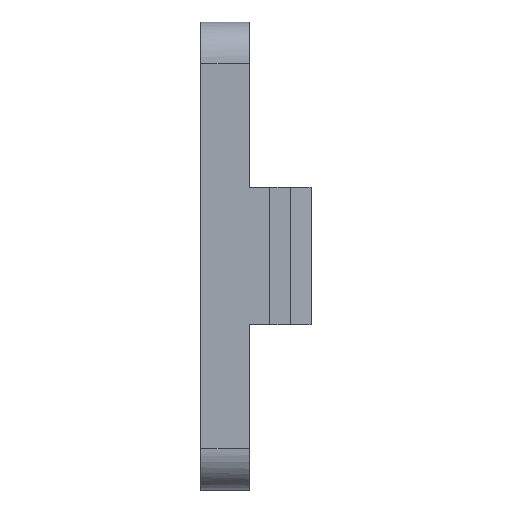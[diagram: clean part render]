
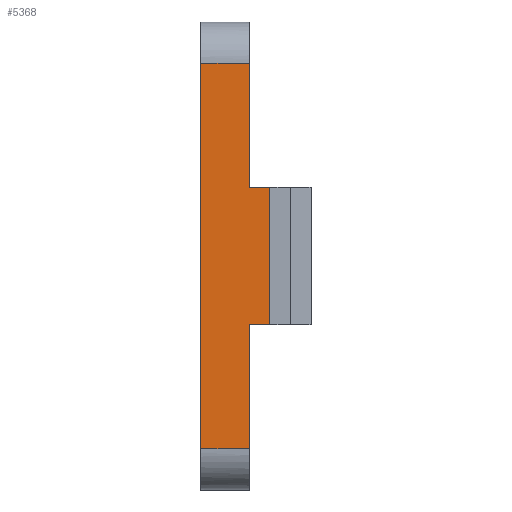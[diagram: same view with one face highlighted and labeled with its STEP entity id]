
A CAD part, left-side view. The second image highlights one B-rep face of the part: STEP entity #5368.
In plain terms, the highlighted free-form (B-spline) face has degree [1, 1] with [2, 2] control points.
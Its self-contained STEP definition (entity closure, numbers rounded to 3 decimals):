
#4774=CARTESIAN_POINT('V303',(-35.0,0.,-14.0));
#4775=VERTEX_POINT('V303',#4774);
#4796=CARTESIAN_POINT('V304',(-35.0,-3.5,-14.0));
#4797=VERTEX_POINT('V304',#4796);
#4811=CARTESIAN_POINT('E501',(-35.0,0.,-14.0));
#4812=CARTESIAN_POINT('E501',(-35.0,-3.5,-14.0));
#4813=B_SPLINE_CURVE_WITH_KNOTS('E501',1,(#4811,#4812),
   .POLYLINE_FORM.,.F.,.U.,(2,2),(2.0,3.0),.UNSPECIFIED.);
#4814=EDGE_CURVE('E501',#4775,#4797,#4813,.T.);
#4835=CARTESIAN_POINT('V299',(-35.0,-3.5,14.0));
#4836=VERTEX_POINT('V299',#4835);
#4857=CARTESIAN_POINT('V300',(-35.0,0.,14.0));
#4858=VERTEX_POINT('V300',#4857);
#4872=CARTESIAN_POINT('E491',(-35.0,-3.5,14.0));
#4873=CARTESIAN_POINT('E491',(-35.0,0.,14.0));
#4874=B_SPLINE_CURVE_WITH_KNOTS('E491',1,(#4872,#4873),
   .POLYLINE_FORM.,.F.,.U.,(2,2),(2.0,3.0),.UNSPECIFIED.);
#4875=EDGE_CURVE('E491',#4836,#4858,#4874,.T.);
#5250=CARTESIAN_POINT('V285',(-35.0,-3.5,5.0));
#5251=VERTEX_POINT('V285',#5250);
#5252=CARTESIAN_POINT('E457',(-35.0,-3.5,14.0));
#5253=CARTESIAN_POINT('E457',(-35.0,-3.5,5.0));
#5254=B_SPLINE_CURVE_WITH_KNOTS('E457',1,(#5252,#5253),
   .POLYLINE_FORM.,.F.,.U.,(2,2),(0.088,
   0.353),.UNSPECIFIED.);
#5255=EDGE_CURVE('E457',#4836,#5251,#5254,.T.);
#5282=CARTESIAN_POINT('V289',(-35.0,-5.0,5.0));
#5283=VERTEX_POINT('V289',#5282);
#5325=CARTESIAN_POINT('E466',(-35.0,-5.0,5.0));
#5326=CARTESIAN_POINT('E466',(-35.0,-3.5,5.0));
#5327=QUASI_UNIFORM_CURVE('E466',1,(#5325,#5326),.POLYLINE_FORM.,.F.,
   .U.);
#5328=EDGE_CURVE('E466',#5283,#5251,#5327,.T.);
#5333=CARTESIAN_POINT('F155',(-35.0,0.1,
   17.1));
#5334=CARTESIAN_POINT('F155',(-35.0,0.1,-18.0));
#5335=CARTESIAN_POINT('F155',(-35.0,-5.1,
   17.1));
#5336=CARTESIAN_POINT('F155',(-35.0,-5.1,-18.0));
#5337=B_SPLINE_SURFACE_WITH_KNOTS('F155',1,1,((#5333,#5335),(
   #5334,#5336)),.PLANE_SURF.,.F.,.F.,.U.,(2,2),(2,2),(0.0,
   6.75),(0.0,1.0),.UNSPECIFIED.);
#5338=ORIENTED_EDGE('F160',*,*,#4814,.T.);
#5339=CARTESIAN_POINT('V288',(-35.0,-3.5,-5.0));
#5340=VERTEX_POINT('V288',#5339);
#5341=CARTESIAN_POINT('E467',(-35.0,-3.5,-5.0));
#5342=CARTESIAN_POINT('E467',(-35.0,-3.5,-14.0));
#5343=B_SPLINE_CURVE_WITH_KNOTS('E467',1,(#5341,#5342),
   .POLYLINE_FORM.,.F.,.U.,(2,2),(0.647,
   0.912),.UNSPECIFIED.);
#5344=EDGE_CURVE('E467',#5340,#4797,#5343,.T.);
#5345=ORIENTED_EDGE('E467',*,*,#5344,.F.);
#5346=CARTESIAN_POINT('V287',(-35.0,-5.0,-5.0));
#5347=VERTEX_POINT('V287',#5346);
#5348=CARTESIAN_POINT('E459',(-35.0,-3.5,-5.0));
#5349=CARTESIAN_POINT('E459',(-35.0,-5.0,-5.0));
#5350=QUASI_UNIFORM_CURVE('E459',1,(#5348,#5349),.POLYLINE_FORM.,.F.,
   .U.);
#5351=EDGE_CURVE('E459',#5340,#5347,#5350,.T.);
#5352=ORIENTED_EDGE('E459',*,*,#5351,.T.);
#5353=CARTESIAN_POINT('E462',(-35.0,-5.0,-5.0));
#5354=CARTESIAN_POINT('E462',(-35.0,-5.0,5.0));
#5355=B_SPLINE_CURVE_WITH_KNOTS('E462',1,(#5353,#5354),
   .POLYLINE_FORM.,.F.,.U.,(2,2),(0.0,0.2),
   .UNSPECIFIED.);
#5356=EDGE_CURVE('E462',#5347,#5283,#5355,.T.);
#5357=ORIENTED_EDGE('E462',*,*,#5356,.T.);
#5358=ORIENTED_EDGE('F153',*,*,#5328,.T.);
#5359=ORIENTED_EDGE('E457',*,*,#5255,.F.);
#5360=ORIENTED_EDGE('F159',*,*,#4875,.T.);
#5361=CARTESIAN_POINT('E428',(-35.0,0.,-14.0));
#5362=CARTESIAN_POINT('E428',(-35.0,0.,14.0));
#5363=B_SPLINE_CURVE_WITH_KNOTS('E428',1,(#5361,#5362),
   .POLYLINE_FORM.,.F.,.U.,(2,2),(0.088,
   0.912),.UNSPECIFIED.);
#5364=EDGE_CURVE('E428',#4775,#4858,#5363,.T.);
#5365=ORIENTED_EDGE('E428',*,*,#5364,.F.);
#5366=EDGE_LOOP('F155',(#5338,#5345,#5352,#5357,#5358,#5359,#5360,
   #5365));
#5367=FACE_OUTER_BOUND('F155',#5366,.T.);
#5368=ADVANCED_FACE('F155',(#5367),#5337,.T.);
